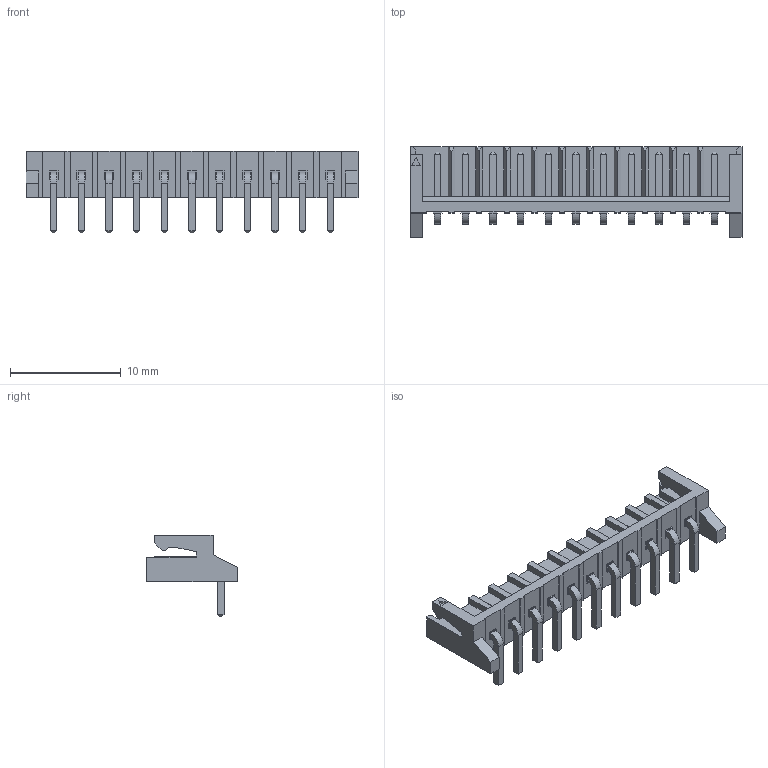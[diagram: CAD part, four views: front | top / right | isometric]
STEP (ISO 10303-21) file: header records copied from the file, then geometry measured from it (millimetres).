
FILE_DESCRIPTION (( 'STEP AP214' ), '1' );
FILE_NAME ('JST-S11B-EH-A.STEP', '2020-12-30T03:37:23', ( '' ), ( '' ), 'SwSTEP 2.0', 'SolidWorks 2020', '' );
FILE_SCHEMA (( 'AUTOMOTIVE_DESIGN' ));
Length unit declared in the file: millimetre
Products named in the file (1): JST-S11B-EH-A
Bounding box: 30 x 8.2 x 7.4 mm (x, y, z)
Volume: 354 mm3; surface area: 989.2 mm2
Topology: 1 solids, 1 shells, 430 faces, 1027 edges, 634 vertices
Faces by surface type: plane 406, cylinder 24
Entity records: 16754 total; most frequent: CARTESIAN_POINT 2092, ORIENTED_EDGE 2054, DIRECTION 1937, EDGE_CURVE 1027, VECTOR 979, LINE 979, VERTEX_POINT 634, AXIS2_PLACEMENT_3D 479
